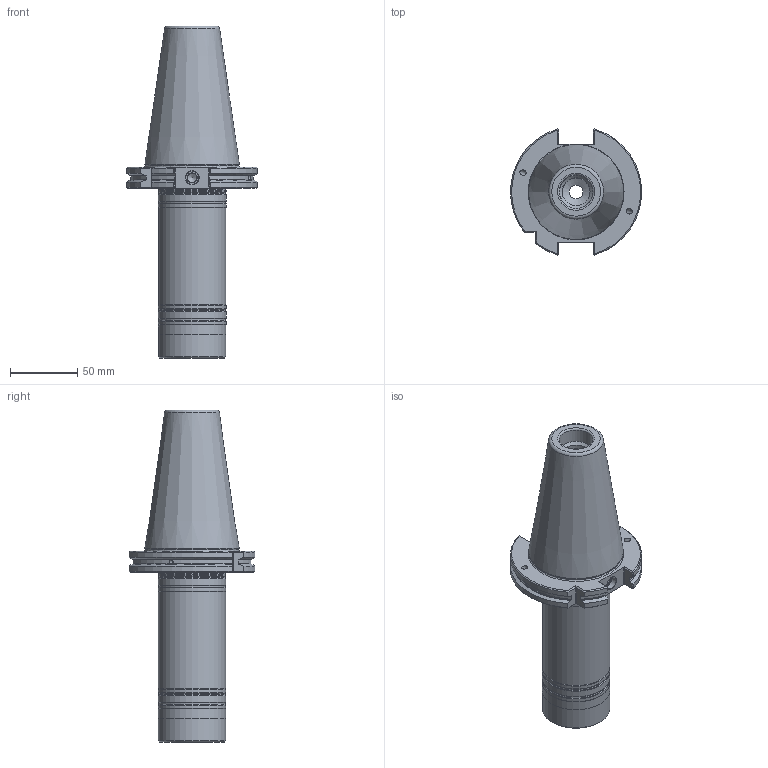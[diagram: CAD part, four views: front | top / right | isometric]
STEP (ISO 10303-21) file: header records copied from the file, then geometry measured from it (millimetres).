
FILE_DESCRIPTION(/* description */ (''),/* implementation_level */ '2;1');
FILE_NAME(/* name */ '425014083.stp',/* time_stamp */ '2021-01-08T12:44:21',/* author */ ('LRA'),/* organization */ ('REGO-FIX'),/* preprocessor_version */ ' Unknown',/* originating_system */ 'SIEMENS PLM Software Solid Edge ST10',/* authorization */ 'Unknown');
FILE_SCHEMA (('AUTOMOTIVE_DESIGN { 1 0 10303 214 2 1 1}'));
Length unit declared in the file: millimetre
Products named in the file (1): NOCUT
Bounding box: 97.32 x 93.58 x 246.6 mm (x, y, z)
Volume: 498861.2 mm3; surface area: 73212.2 mm2
Topology: 1 solids, 1 shells, 142 faces, 376 edges, 235 vertices
Faces by surface type: plane 43, cylinder 42, cone 40, torus 17
Full cylindrical faces by diameter (mm): 3.242 x6, 3.9 x2, 7 x1, 10 x1, 10.106 x1, 20.751 x1, 20.752 x1, 25 x1, 30.5 x1, 50 x3, 50.5 x6
Entity records: 5129 total; most frequent: CARTESIAN_POINT 985, DIRECTION 634, ORIENTED_EDGE 590, EDGE_CURVE 295, AXIS2_PLACEMENT_3D 267, VERTEX_POINT 220, FACE_BOUND 217, EDGE_LOOP 214
